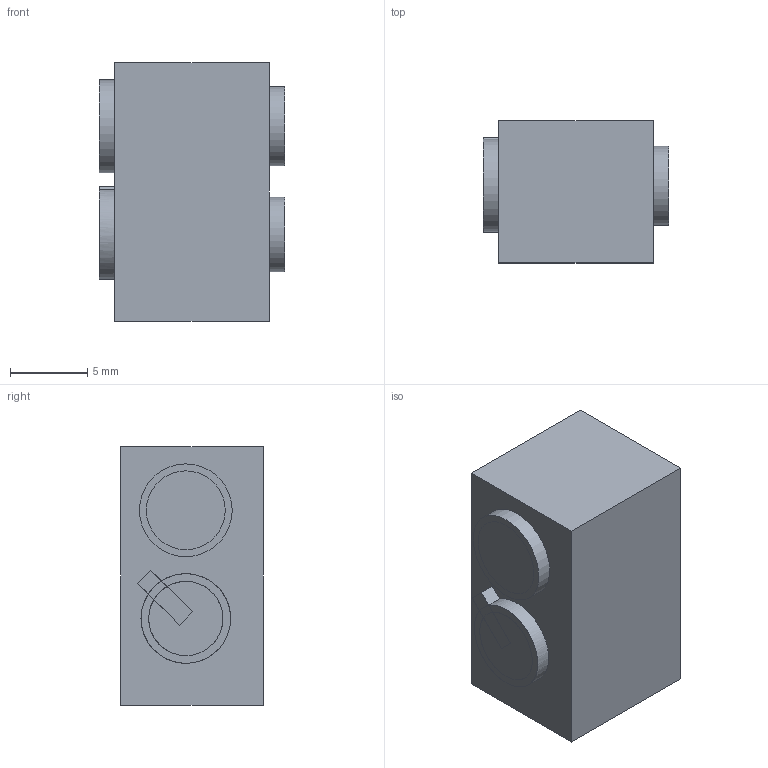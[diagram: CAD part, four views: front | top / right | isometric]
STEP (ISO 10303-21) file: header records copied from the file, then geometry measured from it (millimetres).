
FILE_DESCRIPTION(('FreeCAD Model'),'2;1');
FILE_NAME('Open CASCADE Shape Model','2024-12-31T15:56:54',('Author'),( ''),'Open CASCADE STEP processor 7.8','FreeCAD','Unknown');
FILE_SCHEMA(('AUTOMOTIVE_DESIGN { 1 0 10303 214 1 1 1 1 }'));
Length unit declared in the file: millimetre
Products named in the file (9): sensorholder; difference; cube; cylinder; cylinder001; cube001; cylinder002; cylinder003; union
Assembly tree (8 placements, depth 2):
  sensorholder
    difference
    cube
    cylinder
    cylinder001
    cube001
    cylinder002
    cylinder003
    union
Bounding box: 12 x 9.2 x 16.7 mm (x, y, z)
Surface area: 3035.4 mm2
Topology: 9 solids, 9 shells, 59 faces, 106 edges, 70 vertices
Faces by surface type: plane 47, cylinder 12
Full cylindrical faces by diameter (mm): 4.8 x3, 5.1 x3, 5.8 x3, 6 x3
Entity records: 1674 total; most frequent: DIRECTION 275, CARTESIAN_POINT 244, ORIENTED_EDGE 212, EDGE_CURVE 106, AXIS2_PLACEMENT_3D 101, LINE 73, VECTOR 73, VERTEX_POINT 70
